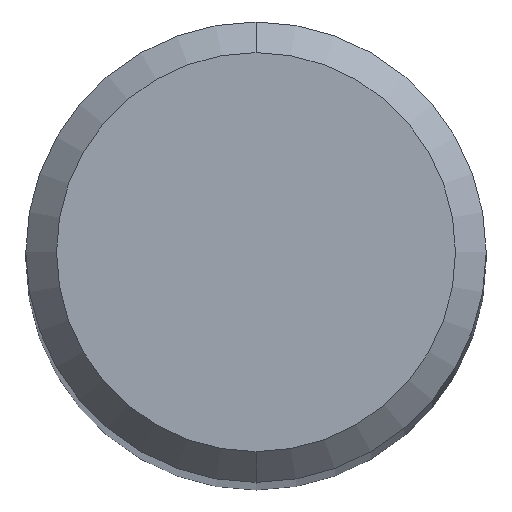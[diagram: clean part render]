
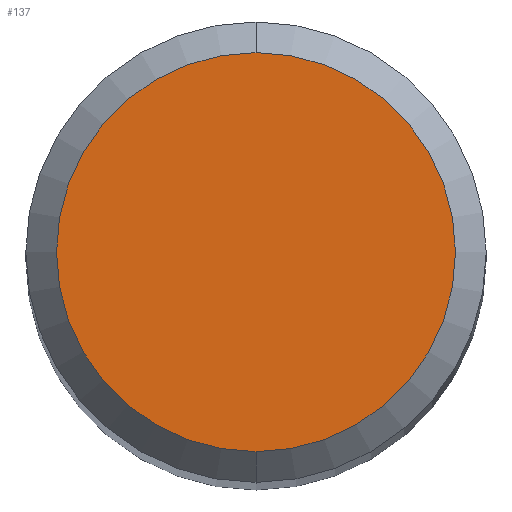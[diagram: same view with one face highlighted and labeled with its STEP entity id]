
A CAD part, top view. The second image highlights one B-rep face of the part: STEP entity #137.
In plain terms, the highlighted planar face has unit normal (0, 0, 1).
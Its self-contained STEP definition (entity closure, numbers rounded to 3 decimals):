
#137=ADVANCED_FACE('',(#325),#326,.T.);
#147=EDGE_CURVE('',#171,#199,#337,.T.);
#171=VERTEX_POINT('',#365);
#199=VERTEX_POINT('',#398);
#277=EDGE_CURVE('',#199,#171,#482,.T.);
#325=FACE_OUTER_BOUND('',#526,.T.);
#326=PLANE('',#527);
#337=CIRCLE('',#542,2.6);
#365=CARTESIAN_POINT('',(0.0,2.6,0.0));
#398=CARTESIAN_POINT('',(0.,-2.6,0.0));
#482=CIRCLE('',#731,2.6);
#526=EDGE_LOOP('',(#779,#780));
#527=AXIS2_PLACEMENT_3D('',#781,#782,#783);
#542=AXIS2_PLACEMENT_3D('',#796,#797,#798);
#731=AXIS2_PLACEMENT_3D('',#970,#971,#972);
#779=ORIENTED_EDGE('',*,*,#147,.F.);
#780=ORIENTED_EDGE('',*,*,#277,.F.);
#781=CARTESIAN_POINT('',(0.0,1.3,0.0));
#782=DIRECTION('',(-0.0,0.0,1.0));
#783=DIRECTION('',(0.0,-1.0,0.0));
#796=CARTESIAN_POINT('',(0.0,0.0,0.0));
#797=DIRECTION('',(0.0,0.0,-1.0));
#798=DIRECTION('',(0.0,1.0,0.0));
#970=CARTESIAN_POINT('',(0.0,0.0,0.0));
#971=DIRECTION('',(0.0,0.0,-1.0));
#972=DIRECTION('',(0.0,1.0,0.0));
